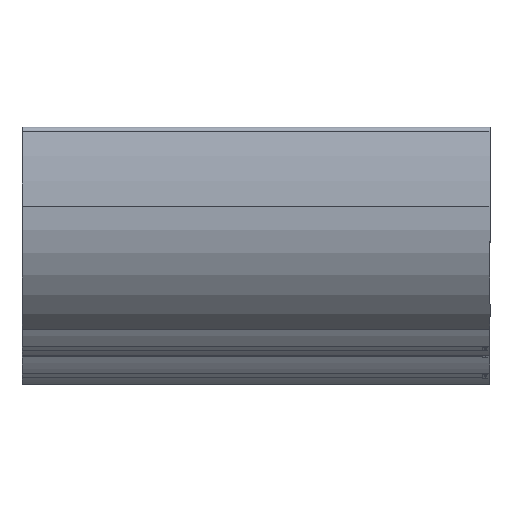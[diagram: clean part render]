
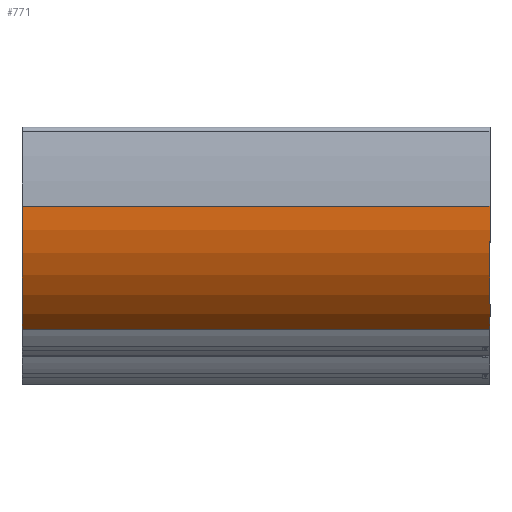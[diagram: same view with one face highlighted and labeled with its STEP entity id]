
A CAD part, front view. The second image highlights one B-rep face of the part: STEP entity #771.
In plain terms, the highlighted cylindrical face has radius 293.383 mm (diameter 586.765 mm), a partial arc.
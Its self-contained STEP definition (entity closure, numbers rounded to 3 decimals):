
#78=CYLINDRICAL_SURFACE('',#949,293.383);
#113=CIRCLE('',#939,293.383);
#120=CIRCLE('',#950,293.383);
#159=FACE_OUTER_BOUND('',#205,.T.);
#205=EDGE_LOOP('',(#637,#638,#639,#640));
#255=LINE('',#1367,#311);
#260=LINE('',#1393,#316);
#311=VECTOR('',#1114,10.);
#316=VECTOR('',#1143,10.);
#376=VERTEX_POINT('',#1364);
#377=VERTEX_POINT('',#1366);
#381=VERTEX_POINT('',#1378);
#386=VERTEX_POINT('',#1392);
#460=EDGE_CURVE('',#376,#377,#255,.T.);
#466=EDGE_CURVE('',#377,#381,#113,.T.);
#473=EDGE_CURVE('',#381,#386,#260,.T.);
#476=EDGE_CURVE('',#386,#376,#120,.T.);
#637=ORIENTED_EDGE('',*,*,#460,.F.);
#638=ORIENTED_EDGE('',*,*,#476,.F.);
#639=ORIENTED_EDGE('',*,*,#473,.F.);
#640=ORIENTED_EDGE('',*,*,#466,.F.);
#771=ADVANCED_FACE('',(#159),#78,.T.);
#939=AXIS2_PLACEMENT_3D('',#1379,#1127,#1128);
#949=AXIS2_PLACEMENT_3D('',#1397,#1150,#1151);
#950=AXIS2_PLACEMENT_3D('',#1398,#1152,#1153);
#1114=DIRECTION('',(-1.,0.,0.));
#1127=DIRECTION('center_axis',(-1.,0.,0.));
#1128=DIRECTION('ref_axis',(0.,-0.999,0.048));
#1143=DIRECTION('',(1.,0.,0.));
#1150=DIRECTION('center_axis',(1.,0.,0.));
#1151=DIRECTION('ref_axis',(0.,-0.999,0.048));
#1152=DIRECTION('center_axis',(1.,0.,0.));
#1153=DIRECTION('ref_axis',(0.,-0.999,0.048));
#1364=CARTESIAN_POINT('',(475.,73.472,-239.774));
#1366=CARTESIAN_POINT('',(-475.,73.472,-239.774));
#1367=CARTESIAN_POINT('',(0.,73.472,-239.774));
#1378=CARTESIAN_POINT('',(-475.,-44.697,9.827));
#1379=CARTESIAN_POINT('Origin',(-475.,248.35,-4.208));
#1392=CARTESIAN_POINT('',(475.,-44.697,9.827));
#1393=CARTESIAN_POINT('',(0.,-44.697,9.827));
#1397=CARTESIAN_POINT('Origin',(0.,248.35,-4.208));
#1398=CARTESIAN_POINT('Origin',(475.,248.35,-4.208));
